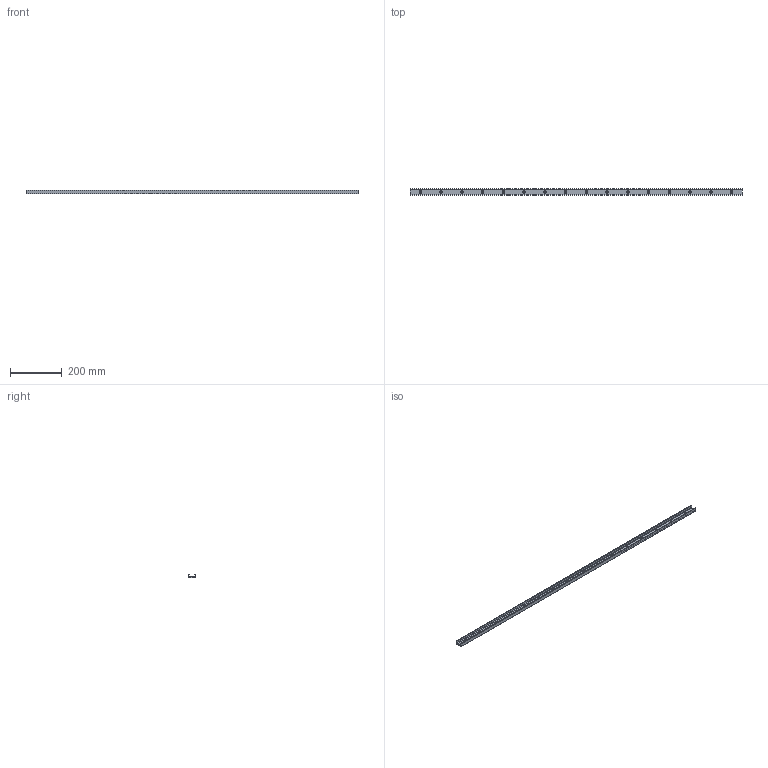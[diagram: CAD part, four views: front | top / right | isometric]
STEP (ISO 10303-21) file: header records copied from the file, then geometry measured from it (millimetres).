
FILE_DESCRIPTION (( 'STEP AP203' ), '1' );
FILE_NAME ('LUC-1-1280.step', '2024-05-13T17:23:06', ( '' ), ( '' ), 'SwSTEP 2.0', 'SolidWorks 2023', '' );
FILE_SCHEMA (( 'CONFIG_CONTROL_DESIGN' ));
Length unit declared in the file: millimetre
Products named in the file (1): LUC-1-1280
Bounding box: 1280 x 26.01 x 15.01 mm (x, y, z)
Volume: 210528 mm3; surface area: 129854.6 mm2
Topology: 1 solids, 1 shells, 102 faces, 252 edges, 168 vertices
Faces by surface type: cylinder 75, plane 27
Entity records: 3247 total; most frequent: DIRECTION 608, CARTESIAN_POINT 523, ORIENTED_EDGE 504, AXIS2_PLACEMENT_3D 253, EDGE_CURVE 252, VERTEX_POINT 168, EDGE_LOOP 150, CIRCLE 150
